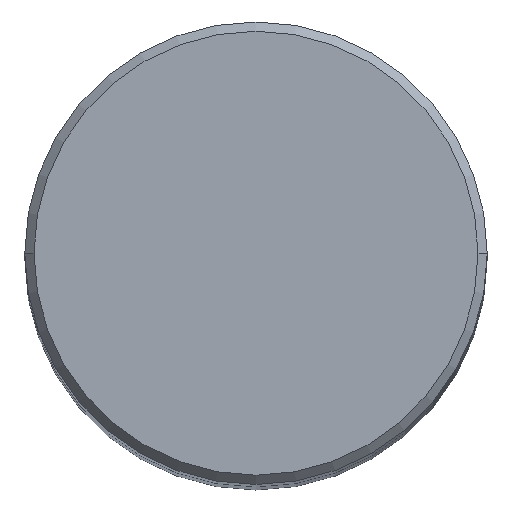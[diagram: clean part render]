
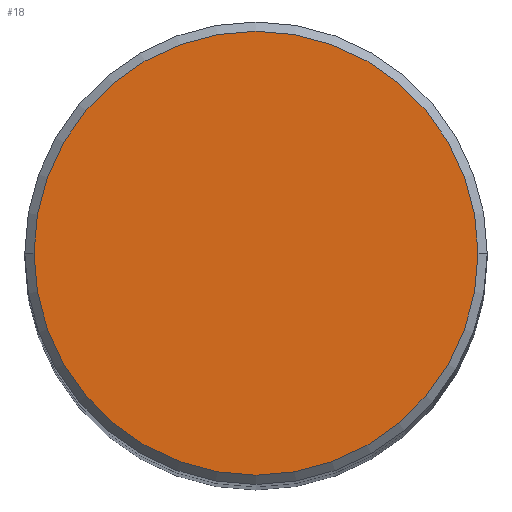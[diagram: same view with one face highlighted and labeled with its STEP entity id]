
A CAD part, top view. The second image highlights one B-rep face of the part: STEP entity #18.
In plain terms, the highlighted planar face has unit normal (0, 0, 1).
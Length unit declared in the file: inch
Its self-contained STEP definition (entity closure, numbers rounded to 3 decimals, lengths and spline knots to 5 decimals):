
#10 = ORIENTED_EDGE ( 'NONE', *, *, #49, .T. ) ;
#18 = ADVANCED_FACE ( 'NONE', ( #251 ), #147, .F. ) ;
#21 = DIRECTION ( 'NONE',  ( 1., 0., 0. ) ) ;
#49 = EDGE_CURVE ( 'NONE', #218, #56, #326, .T. ) ;
#56 = VERTEX_POINT ( 'NONE', #354 ) ;
#101 = AXIS2_PLACEMENT_3D ( 'NONE', #308, #155, #280 ) ;
#110 = AXIS2_PLACEMENT_3D ( 'NONE', #271, #338, #401 ) ;
#120 = ORIENTED_EDGE ( 'NONE', *, *, #295, .T. ) ;
#147 = PLANE ( 'NONE',  #110 ) ;
#155 = DIRECTION ( 'NONE',  ( 0., 0., 1. ) ) ;
#218 = VERTEX_POINT ( 'NONE', #263 ) ;
#232 = AXIS2_PLACEMENT_3D ( 'NONE', #303, #285, #21 ) ;
#251 = FACE_OUTER_BOUND ( 'NONE', #369, .T. ) ;
#263 = CARTESIAN_POINT ( 'NONE',  ( 0.48, 0., 0. ) ) ;
#271 = CARTESIAN_POINT ( 'NONE',  ( 0., 0.48, 0. ) ) ;
#280 = DIRECTION ( 'NONE',  ( 1., 0., 0. ) ) ;
#285 = DIRECTION ( 'NONE',  ( 0., 0., 1. ) ) ;
#295 = EDGE_CURVE ( 'NONE', #56, #218, #416, .T. ) ;
#303 = CARTESIAN_POINT ( 'NONE',  ( 0., 0., 0. ) ) ;
#308 = CARTESIAN_POINT ( 'NONE',  ( 0., 0., 0. ) ) ;
#326 = CIRCLE ( 'NONE', #101, 0.48 ) ;
#338 = DIRECTION ( 'NONE',  ( 0., 0., -1. ) ) ;
#354 = CARTESIAN_POINT ( 'NONE',  ( -0.48, 0., 0. ) ) ;
#369 = EDGE_LOOP ( 'NONE', ( #120, #10 ) ) ;
#401 = DIRECTION ( 'NONE',  ( -1., 0., 0. ) ) ;
#416 = CIRCLE ( 'NONE', #232, 0.48 ) ;
